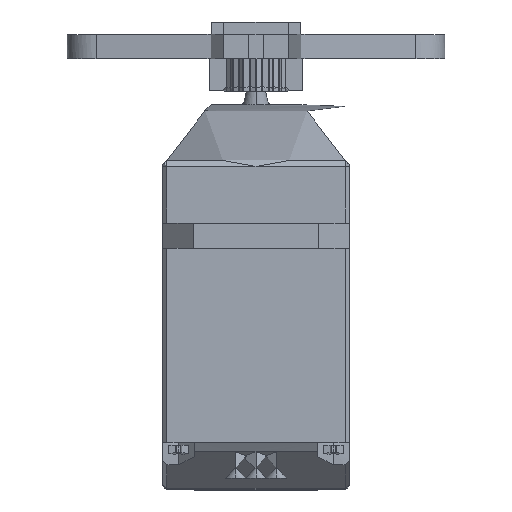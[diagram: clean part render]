
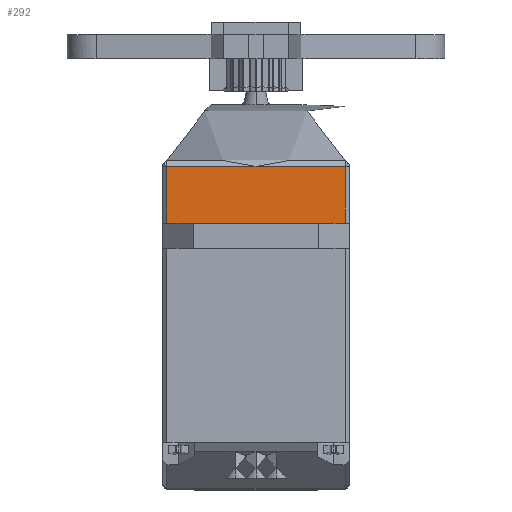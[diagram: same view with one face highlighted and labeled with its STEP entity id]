
A CAD part, top view. The second image highlights one B-rep face of the part: STEP entity #292.
In plain terms, the highlighted free-form (B-spline) face has degree [1, 1] with [2, 2] control points.
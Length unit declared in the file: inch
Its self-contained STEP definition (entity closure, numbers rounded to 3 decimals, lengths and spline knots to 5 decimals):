
#292=ADVANCED_FACE('',(#684),#13682,.T.);
#684=FACE_OUTER_BOUND('',#1103,.T.);
#1103=EDGE_LOOP('',(#2558,#2559,#2560,#2561,#2562));
#2558=ORIENTED_EDGE('',*,*,#11346,.T.);
#2559=ORIENTED_EDGE('',*,*,#11347,.T.);
#2560=ORIENTED_EDGE('',*,*,#11336,.F.);
#2561=ORIENTED_EDGE('',*,*,#11286,.F.);
#2562=ORIENTED_EDGE('',*,*,#11348,.T.);
#4586=PCURVE('',#13676,#6698);
#4657=PCURVE('',#13870,#6769);
#4670=PCURVE('',#13682,#6782);
#4671=PCURVE('',#13682,#6783);
#4672=PCURVE('',#13682,#6784);
#4673=PCURVE('',#13682,#6785);
#4674=PCURVE('',#13682,#6786);
#4691=PCURVE('',#13875,#6803);
#4721=PCURVE('',#13881,#6833);
#4727=PCURVE('',#13882,#6839);
#6698=DEFINITIONAL_REPRESENTATION('',(#8590),#26082);
#6769=DEFINITIONAL_REPRESENTATION('',(#8652),#26082);
#6782=DEFINITIONAL_REPRESENTATION('',(#8666),#26082);
#6783=DEFINITIONAL_REPRESENTATION('',(#8667),#26082);
#6784=DEFINITIONAL_REPRESENTATION('',(#8668),#26082);
#6785=DEFINITIONAL_REPRESENTATION('',(#8669),#26082);
#6786=DEFINITIONAL_REPRESENTATION('',(#8671),#26082);
#6803=DEFINITIONAL_REPRESENTATION('',(#8686),#26082);
#6833=DEFINITIONAL_REPRESENTATION('',(#8716),#26082);
#6839=DEFINITIONAL_REPRESENTATION('',(#8722),#26082);
#8589=B_SPLINE_CURVE_WITH_KNOTS('',1,(#22739,#22740),.UNSPECIFIED.,.F.,
 .F.,(2,2),(-0.45,-0.01),.UNSPECIFIED.);
#8590=B_SPLINE_CURVE_WITH_KNOTS('',1,(#22741,#22742),.UNSPECIFIED.,.F.,
 .F.,(2,2),(-0.45,-0.01),.UNSPECIFIED.);
#8652=B_SPLINE_CURVE_WITH_KNOTS('',1,(#23076,#23077),.UNSPECIFIED.,.F.,
 .F.,(2,2),(-0.14,0.),.UNSPECIFIED.);
#8665=B_SPLINE_CURVE_WITH_KNOTS('',1,(#23127,#23128),.UNSPECIFIED.,.F.,
 .F.,(2,2),(-0.45,-0.23),.UNSPECIFIED.);
#8666=B_SPLINE_CURVE_WITH_KNOTS('',1,(#23129,#23130),.UNSPECIFIED.,.F.,
 .F.,(2,2),(-0.45,-0.23),.UNSPECIFIED.);
#8667=B_SPLINE_CURVE_WITH_KNOTS('',1,(#23133,#23134),.UNSPECIFIED.,.F.,
 .F.,(2,2),(-0.23,-0.01),.UNSPECIFIED.);
#8668=B_SPLINE_CURVE_WITH_KNOTS('',1,(#23135,#23136),.UNSPECIFIED.,.F.,
 .F.,(2,2),(-0.14,0.),.UNSPECIFIED.);
#8669=B_SPLINE_CURVE_WITH_KNOTS('',1,(#23137,#23138),.UNSPECIFIED.,.F.,
 .F.,(2,2),(-0.45,-0.01),.UNSPECIFIED.);
#8670=B_SPLINE_CURVE_WITH_KNOTS('',1,(#23139,#23140),.UNSPECIFIED.,.F.,
 .F.,(2,2),(-0.14,0.),.UNSPECIFIED.);
#8671=B_SPLINE_CURVE_WITH_KNOTS('',1,(#23141,#23142),.UNSPECIFIED.,.F.,
 .F.,(2,2),(-0.14,0.),.UNSPECIFIED.);
#8686=B_SPLINE_CURVE_WITH_KNOTS('',1,(#23193,#23194),.UNSPECIFIED.,.F.,
 .F.,(2,2),(-0.14,0.),.UNSPECIFIED.);
#8716=B_SPLINE_CURVE_WITH_KNOTS('',1,(#23296,#23297),.UNSPECIFIED.,.F.,
 .F.,(2,2),(-0.45,-0.23),.UNSPECIFIED.);
#8722=B_SPLINE_CURVE_WITH_KNOTS('',1,(#23310,#23311),.UNSPECIFIED.,.F.,
 .F.,(2,2),(-0.23,-0.01),.UNSPECIFIED.);
#10222=SURFACE_CURVE('',#8589,(#4586,#4673),.PCURVE_S1.);
#10272=SURFACE_CURVE('',#12629,(#4657,#4672),.PCURVE_S1.);
#10282=SURFACE_CURVE('',#8665,(#4670,#4721),.PCURVE_S1.);
#10283=SURFACE_CURVE('',#12639,(#4671,#4727),.PCURVE_S1.);
#10284=SURFACE_CURVE('',#8670,(#4674,#4691),.PCURVE_S1.);
#11286=EDGE_CURVE('',#13357,#13358,#10222,.T.);
#11336=EDGE_CURVE('',#13358,#13393,#10272,.T.);
#11346=EDGE_CURVE('',#13401,#13346,#10282,.T.);
#11347=EDGE_CURVE('',#13346,#13393,#10283,.T.);
#11348=EDGE_CURVE('',#13357,#13401,#10284,.T.);
#12629=(
BOUNDED_CURVE()
B_SPLINE_CURVE(1,(#23074,#23075),.UNSPECIFIED.,.F.,.F.)
B_SPLINE_CURVE_WITH_KNOTS((2,2),(-0.14,0.),.UNSPECIFIED.)
CURVE()
GEOMETRIC_REPRESENTATION_ITEM()
RATIONAL_B_SPLINE_CURVE((1.,1.))
REPRESENTATION_ITEM('')
);
#12639=(
BOUNDED_CURVE()
B_SPLINE_CURVE(1,(#23131,#23132),.UNSPECIFIED.,.F.,.F.)
B_SPLINE_CURVE_WITH_KNOTS((2,2),(-0.23,-0.01),
 .UNSPECIFIED.)
CURVE()
GEOMETRIC_REPRESENTATION_ITEM()
RATIONAL_B_SPLINE_CURVE((1.,1.))
REPRESENTATION_ITEM('')
);
#13346=VERTEX_POINT('',#19846);
#13357=VERTEX_POINT('',#19857);
#13358=VERTEX_POINT('',#19858);
#13393=VERTEX_POINT('',#19893);
#13401=VERTEX_POINT('',#19901);
#13676=B_SPLINE_SURFACE_WITH_KNOTS('',1,1,((#18407,#18408),(#18409,#18410)),
 .UNSPECIFIED.,.F.,.F.,.F.,(2,2),(2,2),(-0.08625,0.08625),
(-0.23,0.23),.UNSPECIFIED.);
#13682=B_SPLINE_SURFACE_WITH_KNOTS('',1,1,((#18461,#18462),(#18463,#18464)),
 .UNSPECIFIED.,.F.,.F.,.F.,(2,2),(2,2),(-0.07,0.07),(-0.23,
0.23),.UNSPECIFIED.);
#13870=(
BOUNDED_SURFACE()
B_SPLINE_SURFACE(2,1,((#18431,#18432),(#18433,#18434),(#18435,#18436)),
 .UNSPECIFIED.,.F.,.F.,.F.)
B_SPLINE_SURFACE_WITH_KNOTS((3,3),(2,2),(0.,0.01571),
(0.,0.15),.UNSPECIFIED.)
GEOMETRIC_REPRESENTATION_ITEM()
RATIONAL_B_SPLINE_SURFACE(((1.,1.),(0.707,0.707),
(1.,1.)))
REPRESENTATION_ITEM('')
SURFACE()
);
#13875=(
BOUNDED_SURFACE()
B_SPLINE_SURFACE(1,2,((#18479,#18480,#18481),(#18482,#18483,#18484)),
 .UNSPECIFIED.,.F.,.F.,.F.)
B_SPLINE_SURFACE_WITH_KNOTS((2,2),(3,3),(0.,0.15),(0.,
0.01571),.UNSPECIFIED.)
GEOMETRIC_REPRESENTATION_ITEM()
RATIONAL_B_SPLINE_SURFACE(((1.,0.707,1.),(1.,0.707,
1.)))
REPRESENTATION_ITEM('')
SURFACE()
);
#13881=(
BOUNDED_SURFACE()
B_SPLINE_SURFACE(2,1,((#18529,#18530),(#18531,#18532),(#18533,#18534)),
 .UNSPECIFIED.,.F.,.F.,.F.)
B_SPLINE_SURFACE_WITH_KNOTS((3,3),(2,2),(3.46124,3.4848),
(0.,0.46),.UNSPECIFIED.)
GEOMETRIC_REPRESENTATION_ITEM()
RATIONAL_B_SPLINE_SURFACE(((1.,1.),(0.707,
0.707),(1.,1.)))
REPRESENTATION_ITEM('')
SURFACE()
);
#13882=(
BOUNDED_SURFACE()
B_SPLINE_SURFACE(2,1,((#18535,#18536),(#18537,#18538),(#18539,#18540)),
 .UNSPECIFIED.,.F.,.F.,.F.)
B_SPLINE_SURFACE_WITH_KNOTS((3,3),(2,2),(3.46124,3.4848),
(0.,0.46),.UNSPECIFIED.)
GEOMETRIC_REPRESENTATION_ITEM()
RATIONAL_B_SPLINE_SURFACE(((1.,1.),(0.707,0.707),
(1.,1.)))
REPRESENTATION_ITEM('')
SURFACE()
);
#18407=CARTESIAN_POINT('',(-0.23,0.062,0.22));
#18408=CARTESIAN_POINT('',(0.23,0.062,0.22));
#18409=CARTESIAN_POINT('',(-0.23,0.062,0.3925));
#18410=CARTESIAN_POINT('',(0.23,0.062,0.3925));
#18431=CARTESIAN_POINT('',(-0.22,0.202,0.23));
#18432=CARTESIAN_POINT('',(-0.22,0.052,0.23));
#18433=CARTESIAN_POINT('',(-0.23,0.202,0.23));
#18434=CARTESIAN_POINT('',(-0.23,0.052,0.23));
#18435=CARTESIAN_POINT('',(-0.23,0.202,0.22));
#18436=CARTESIAN_POINT('',(-0.23,0.052,0.22));
#18461=CARTESIAN_POINT('',(-0.23,0.202,0.23));
#18462=CARTESIAN_POINT('',(0.23,0.202,0.23));
#18463=CARTESIAN_POINT('',(-0.23,0.062,0.23));
#18464=CARTESIAN_POINT('',(0.23,0.062,0.23));
#18479=CARTESIAN_POINT('',(0.22,0.202,0.23));
#18480=CARTESIAN_POINT('',(0.23,0.202,0.23));
#18481=CARTESIAN_POINT('',(0.23,0.202,0.22));
#18482=CARTESIAN_POINT('',(0.22,0.052,0.23));
#18483=CARTESIAN_POINT('',(0.23,0.052,0.23));
#18484=CARTESIAN_POINT('',(0.23,0.052,0.22));
#18529=CARTESIAN_POINT('',(-0.23,0.217,0.215));
#18530=CARTESIAN_POINT('',(0.23,0.217,0.215));
#18531=CARTESIAN_POINT('',(-0.23,0.217,0.23));
#18532=CARTESIAN_POINT('',(0.23,0.217,0.23));
#18533=CARTESIAN_POINT('',(-0.23,0.202,0.23));
#18534=CARTESIAN_POINT('',(0.23,0.202,0.23));
#18535=CARTESIAN_POINT('',(-0.23,0.217,0.215));
#18536=CARTESIAN_POINT('',(0.23,0.217,0.215));
#18537=CARTESIAN_POINT('',(-0.23,0.217,0.23));
#18538=CARTESIAN_POINT('',(0.23,0.217,0.23));
#18539=CARTESIAN_POINT('',(-0.23,0.202,0.23));
#18540=CARTESIAN_POINT('',(0.23,0.202,0.23));
#19846=CARTESIAN_POINT('',(0.,0.202,0.23));
#19857=CARTESIAN_POINT('',(0.22,0.062,0.23));
#19858=CARTESIAN_POINT('',(-0.22,0.062,0.23));
#19893=CARTESIAN_POINT('',(-0.22,0.202,0.23));
#19901=CARTESIAN_POINT('',(0.22,0.202,0.23));
#22739=CARTESIAN_POINT('',(0.22,0.062,0.23));
#22740=CARTESIAN_POINT('',(-0.22,0.062,0.23));
#22741=CARTESIAN_POINT('',(-0.076,0.22));
#22742=CARTESIAN_POINT('',(-0.076,-0.22));
#23074=CARTESIAN_POINT('',(-0.22,0.062,0.23));
#23075=CARTESIAN_POINT('',(-0.22,0.202,0.23));
#23076=CARTESIAN_POINT('',(0.,0.14));
#23077=CARTESIAN_POINT('',(0.,0.));
#23127=CARTESIAN_POINT('',(0.22,0.202,0.23));
#23128=CARTESIAN_POINT('',(0.,0.202,0.23));
#23129=CARTESIAN_POINT('',(-0.07,0.22));
#23130=CARTESIAN_POINT('',(-0.07,0.));
#23131=CARTESIAN_POINT('',(0.,0.202,0.23));
#23132=CARTESIAN_POINT('',(-0.22,0.202,0.23));
#23133=CARTESIAN_POINT('',(-0.07,0.));
#23134=CARTESIAN_POINT('',(-0.07,-0.22));
#23135=CARTESIAN_POINT('',(0.07,-0.22));
#23136=CARTESIAN_POINT('',(-0.07,-0.22));
#23137=CARTESIAN_POINT('',(0.07,0.22));
#23138=CARTESIAN_POINT('',(0.07,-0.22));
#23139=CARTESIAN_POINT('',(0.22,0.062,0.23));
#23140=CARTESIAN_POINT('',(0.22,0.202,0.23));
#23141=CARTESIAN_POINT('',(0.07,0.22));
#23142=CARTESIAN_POINT('',(-0.07,0.22));
#23193=CARTESIAN_POINT('',(0.14,0.));
#23194=CARTESIAN_POINT('',(0.,0.));
#23296=CARTESIAN_POINT('',(3.485,0.45));
#23297=CARTESIAN_POINT('',(3.485,0.23));
#23310=CARTESIAN_POINT('',(3.485,0.23));
#23311=CARTESIAN_POINT('',(3.485,0.01));
#26082=(
GEOMETRIC_REPRESENTATION_CONTEXT(2)
PARAMETRIC_REPRESENTATION_CONTEXT()
REPRESENTATION_CONTEXT('pspace','')
);
